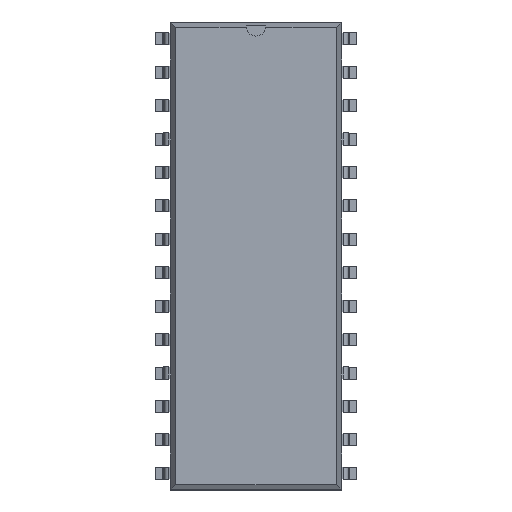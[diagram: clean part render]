
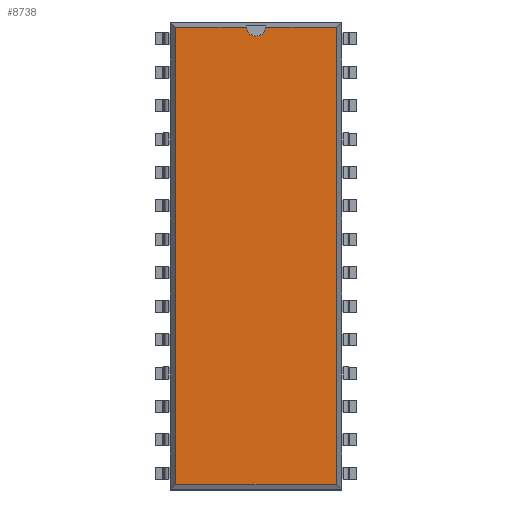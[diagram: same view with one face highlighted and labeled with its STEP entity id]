
A CAD part, top view. The second image highlights one B-rep face of the part: STEP entity #8738.
In plain terms, the highlighted planar face has unit normal (0, 0, 1).
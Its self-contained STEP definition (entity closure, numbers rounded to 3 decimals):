
#26=VECTOR('',#27,1.);
#27=DIRECTION('',(0.,1.,0.));
#33=VECTOR('',#34,1.);
#34=DIRECTION('',(-1.,0.,0.));
#40=VECTOR('',#41,1.);
#41=DIRECTION('',(0.,-1.,0.));
#45=VECTOR('',#46,1.);
#46=DIRECTION('',(1.,0.,0.));
#49=DIRECTION('',(0.,0.,-1.));
#1610=DIRECTION('',(0.,0.,-1.));
#5846=VERTEX_POINT('',#5847);
#5847=CARTESIAN_POINT('',(6.101,17.381,3.68));
#5849=ORIENTED_EDGE('',*,*,#5850,.F.);
#5850=EDGE_CURVE('',#5851,#5846,#5853,.T.);
#5851=VERTEX_POINT('',#5852);
#5852=CARTESIAN_POINT('',(6.101,-17.381,3.68));
#5853=LINE('',#5852,#26);
#7251=VERTEX_POINT('',#7252);
#7252=CARTESIAN_POINT('',(-6.101,17.381,3.68));
#7254=ORIENTED_EDGE('',*,*,#7255,.F.);
#7255=EDGE_CURVE('',#7256,#7251,#7258,.T.);
#7256=VERTEX_POINT('',#7257);
#7257=CARTESIAN_POINT('',(-0.746,17.381,3.68));
#7258=LINE('',#5847,#33);
#7277=VERTEX_POINT('',#7278);
#7278=CARTESIAN_POINT('',(0.746,17.381,3.68));
#7284=ORIENTED_EDGE('',*,*,#7285,.F.);
#7285=EDGE_CURVE('',#5846,#7277,#7258,.T.);
#7335=VERTEX_POINT('',#7336);
#7336=CARTESIAN_POINT('',(-6.101,-17.381,3.68));
#7338=ORIENTED_EDGE('',*,*,#7339,.F.);
#7339=EDGE_CURVE('',#7251,#7335,#7340,.T.);
#7340=LINE('',#7252,#40);
#8733=ORIENTED_EDGE('',*,*,#8734,.F.);
#8734=EDGE_CURVE('',#7335,#5851,#8735,.T.);
#8735=LINE('',#7336,#45);
#8738=ADVANCED_FACE('',(#8739),#8750,.F.);
#8739=FACE_BOUND('',#8740,.F.);
#8740=EDGE_LOOP('',(#5849,#8733,#7338,#7254,#8741,#8748,#7284));
#8741=ORIENTED_EDGE('',*,*,#8742,.F.);
#8742=EDGE_CURVE('',#8743,#7256,#8745,.T.);
#8743=VERTEX_POINT('',#8744);
#8744=CARTESIAN_POINT('',(0.,16.706,3.68));
#8745=CIRCLE('',#8746,0.75);
#8746=AXIS2_PLACEMENT_3D('',#8747,#1610,#41);
#8747=CARTESIAN_POINT('',(0.,17.456,3.68));
#8748=ORIENTED_EDGE('',*,*,#8749,.F.);
#8749=EDGE_CURVE('',#7277,#8743,#8745,.T.);
#8750=PLANE('',#8751);
#8751=AXIS2_PLACEMENT_3D('',#5852,#49,#8752);
#8752=DIRECTION('',(-0.331,0.944,0.));
